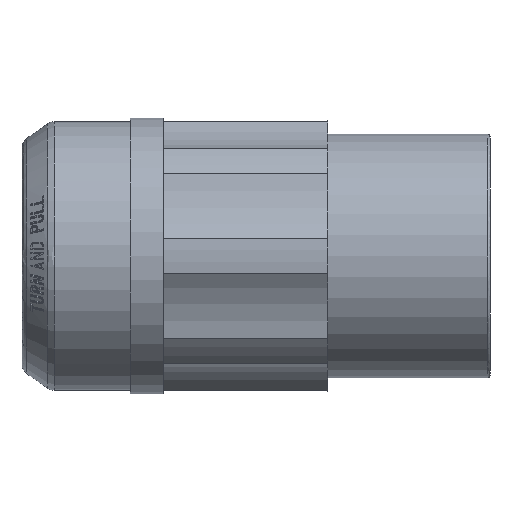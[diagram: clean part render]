
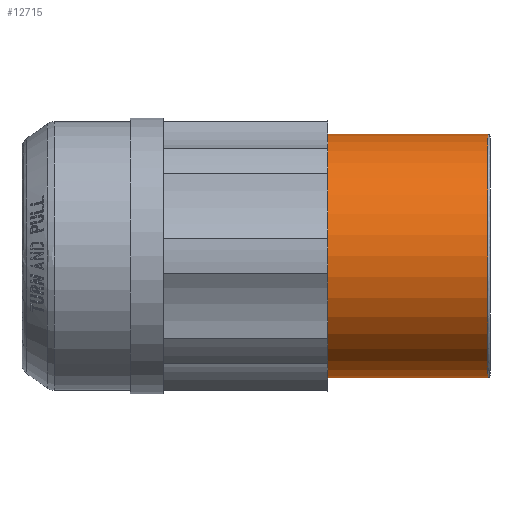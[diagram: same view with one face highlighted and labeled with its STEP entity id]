
A CAD part, front view. The second image highlights one B-rep face of the part: STEP entity #12715.
In plain terms, the highlighted cylindrical face has radius 24.994 mm (diameter 49.987 mm), a full revolution.
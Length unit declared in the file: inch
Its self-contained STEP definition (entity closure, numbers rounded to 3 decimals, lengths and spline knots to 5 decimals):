
#519 = CARTESIAN_POINT ( 'NONE',  ( 0., 0., 0. ) ) ;
#527 = CYLINDRICAL_SURFACE ( 'NONE', #3596, 0.984 ) ;
#1976 = CIRCLE ( 'NONE', #32061, 0.984 ) ;
#2287 = CIRCLE ( 'NONE', #24625, 0.984 ) ;
#3596 = AXIS2_PLACEMENT_3D ( 'NONE', #21518, #7267, #35972 ) ;
#5938 = DIRECTION ( 'NONE',  ( 1., 0., 0. ) ) ;
#6679 = VERTEX_POINT ( 'NONE', #15645 ) ;
#7267 = DIRECTION ( 'NONE',  ( 1., 0., 0. ) ) ;
#9666 = DIRECTION ( 'NONE',  ( -1., 0., 0. ) ) ;
#10290 = EDGE_LOOP ( 'NONE', ( #25620 ) ) ;
#12715 = ADVANCED_FACE ( 'NONE', ( #24460, #21299 ), #527, .T. ) ;
#15645 = CARTESIAN_POINT ( 'NONE',  ( 0., 0., -0.984 ) ) ;
#17923 = CARTESIAN_POINT ( 'NONE',  ( 1.293, 0., 0. ) ) ;
#19657 = EDGE_LOOP ( 'NONE', ( #24918 ) ) ;
#21299 = FACE_OUTER_BOUND ( 'NONE', #19657, .T. ) ;
#21518 = CARTESIAN_POINT ( 'NONE',  ( 1.06462, 0., 0. ) ) ;
#22933 = VERTEX_POINT ( 'NONE', #32845 ) ;
#24460 = FACE_OUTER_BOUND ( 'NONE', #10290, .T. ) ;
#24625 = AXIS2_PLACEMENT_3D ( 'NONE', #519, #5938, #29526 ) ;
#24918 = ORIENTED_EDGE ( 'NONE', *, *, #31813, .T. ) ;
#25620 = ORIENTED_EDGE ( 'NONE', *, *, #32735, .T. ) ;
#26828 = DIRECTION ( 'NONE',  ( 0., 0., -1. ) ) ;
#29526 = DIRECTION ( 'NONE',  ( 0., 0., -1. ) ) ;
#31813 = EDGE_CURVE ( 'NONE', #22933, #22933, #1976, .T. ) ;
#32061 = AXIS2_PLACEMENT_3D ( 'NONE', #17923, #9666, #26828 ) ;
#32735 = EDGE_CURVE ( 'NONE', #6679, #6679, #2287, .T. ) ;
#32845 = CARTESIAN_POINT ( 'NONE',  ( 1.293, 0., -0.984 ) ) ;
#35972 = DIRECTION ( 'NONE',  ( 0., 0., -1. ) ) ;
